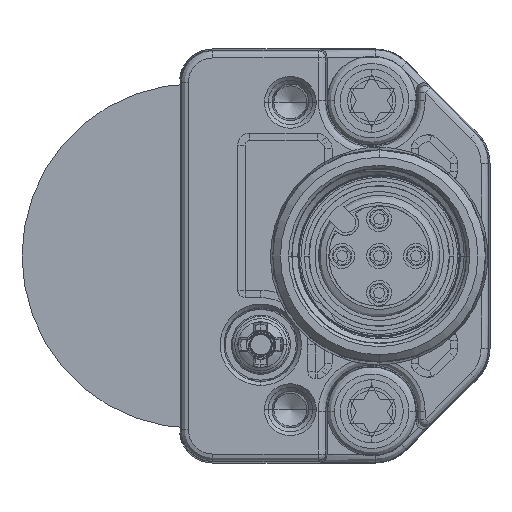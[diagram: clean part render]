
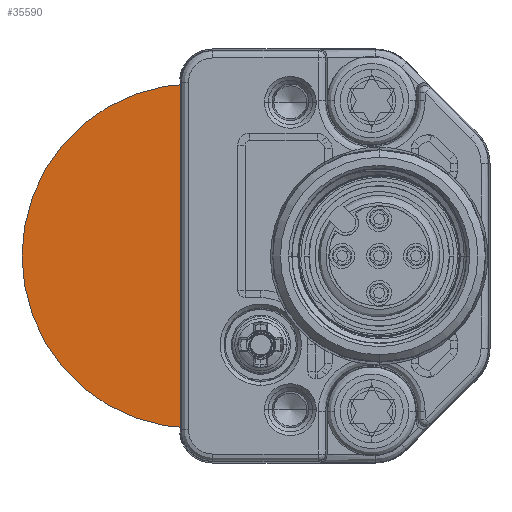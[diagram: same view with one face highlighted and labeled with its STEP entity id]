
A CAD part, left-side view. The second image highlights one B-rep face of the part: STEP entity #35590.
In plain terms, the highlighted face is planar.
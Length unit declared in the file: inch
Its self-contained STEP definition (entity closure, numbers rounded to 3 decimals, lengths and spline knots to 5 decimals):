
#35509=DIRECTION('',(1.,0.,0.));
#35510=VECTOR('',#35509,23.3);
#35511=CARTESIAN_POINT('',(-11.65,0.,0.));
#35512=LINE('',#35511,#35510);
#35513=DIRECTION('',(0.,1.,0.));
#35514=VECTOR('',#35513,1.5);
#35515=CARTESIAN_POINT('',(11.65,0.,0.));
#35516=LINE('',#35515,#35514);
#35517=CARTESIAN_POINT('',(0.,1.5,0.));
#35518=DIRECTION('',(0.,0.,1.));
#35519=DIRECTION('',(1.,0.,0.));
#35520=AXIS2_PLACEMENT_3D('',#35517,#35518,#35519);
#35522=DIRECTION('',(0.,-1.,0.));
#35523=VECTOR('',#35522,1.5);
#35524=CARTESIAN_POINT('',(-11.65,1.5,0.));
#35525=LINE('',#35524,#35523);
#35559=CARTESIAN_POINT('',(-11.65,0.,0.));
#35560=CARTESIAN_POINT('',(11.65,0.,0.));
#35561=VERTEX_POINT('',#35559);
#35562=VERTEX_POINT('',#35560);
#35563=CARTESIAN_POINT('',(11.65,1.5,0.));
#35564=VERTEX_POINT('',#35563);
#35565=CARTESIAN_POINT('',(-11.65,1.5,0.));
#35566=VERTEX_POINT('',#35565);
#35575=CARTESIAN_POINT('',(0.,0.,0.));
#35576=DIRECTION('',(0.,0.,1.));
#35577=DIRECTION('',(1.,0.,0.));
#35578=AXIS2_PLACEMENT_3D('',#35575,#35576,#35577);
#35579=PLANE('',#35578);
#35581=ORIENTED_EDGE('',*,*,#35580,.T.);
#35583=ORIENTED_EDGE('',*,*,#35582,.T.);
#35585=ORIENTED_EDGE('',*,*,#35584,.T.);
#35587=ORIENTED_EDGE('',*,*,#35586,.T.);
#35588=EDGE_LOOP('',(#35581,#35583,#35585,#35587));
#35589=FACE_OUTER_BOUND('',#35588,.F.);
#35590=ADVANCED_FACE('',(#35589),#35579,.F.);
#35521=CIRCLE('',#35520,11.65);
#35580=EDGE_CURVE('',#35561,#35562,#35512,.T.);
#35582=EDGE_CURVE('',#35562,#35564,#35516,.T.);
#35584=EDGE_CURVE('',#35564,#35566,#35521,.T.);
#35586=EDGE_CURVE('',#35566,#35561,#35525,.T.);
